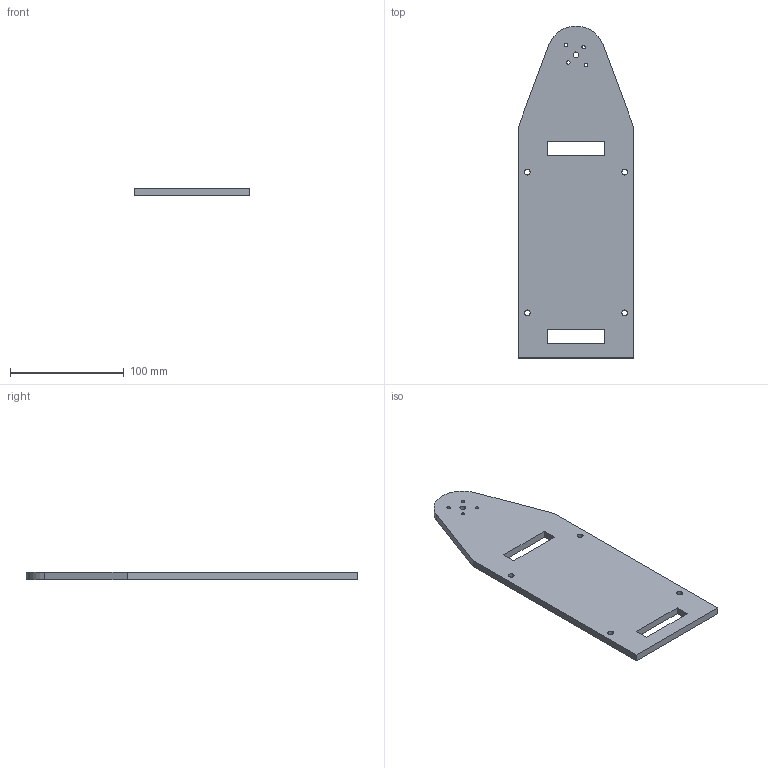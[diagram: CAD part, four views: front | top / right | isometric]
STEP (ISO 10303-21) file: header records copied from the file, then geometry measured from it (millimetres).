
FILE_DESCRIPTION(/* description */ (''),/* implementation_level */ '2;1');
FILE_NAME(/* name */ 'BottomPlate_UHMW_.25inch.step',/* time_stamp */ '2023-04-13T17:20:54-04:00',/* author */ (''),/* organization */ (''),/* preprocessor_version */ 'ST-DEVELOPER v19.2',/* originating_system */ 'Autodesk Translation Framework v12.4.0.73',/* authorisation */ '');
FILE_SCHEMA (('AUTOMOTIVE_DESIGN { 1 0 10303 214 3 1 1 }'));
Length unit declared in the file: inch
Products named in the file (1): WhirlWax_Plate_D3536
Bounding box: 101.6 x 292.1 x 6.35 mm (x, y, z)
Volume: 159995.9 mm3; surface area: 57349.8 mm2
Topology: 1 solids, 1 shells, 25 faces, 69 edges, 46 vertices
Faces by surface type: plane 15, cylinder 10
Full cylindrical faces by diameter (mm): 3 x4, 5.08 x5
Entity records: 882 total; most frequent: DIRECTION 141, CARTESIAN_POINT 141, ORIENTED_EDGE 138, EDGE_CURVE 69, LINE 49, VECTOR 49, EDGE_LOOP 47, VERTEX_POINT 46
